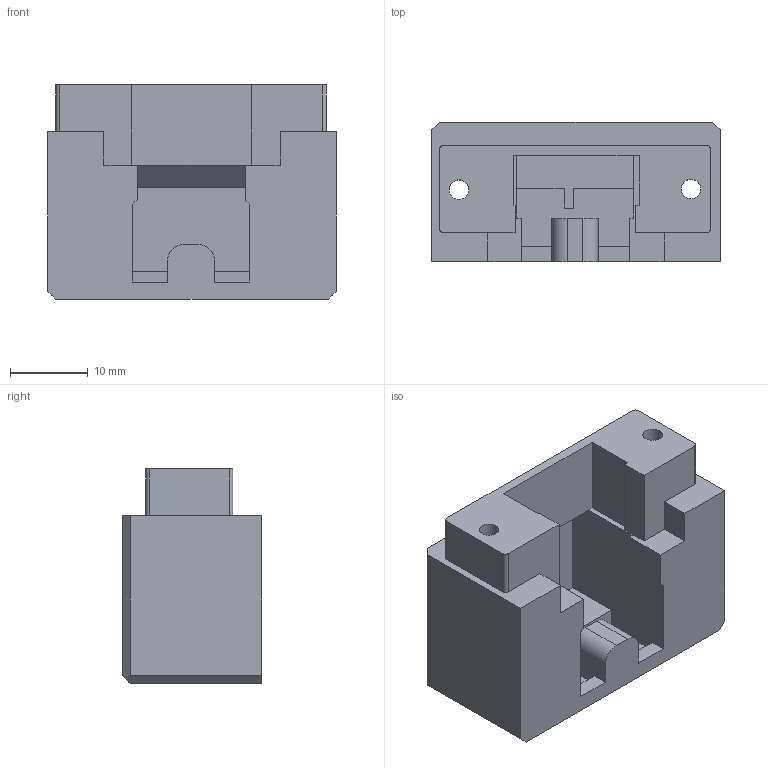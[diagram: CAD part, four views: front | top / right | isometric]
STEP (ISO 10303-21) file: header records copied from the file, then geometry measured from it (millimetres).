
FILE_DESCRIPTION(/* description */ (''),/* implementation_level */ '2;1');
FILE_NAME(/* name */ 'e6210177-27c8-4a7a-b1d0-3d418e3155f8.stp',/* time_stamp */ '2017-12-23T11:17:36+00:00',/* author */ (''),/* organization */ (''),/* preprocessor_version */ 'ST-DEVELOPER v16.13',/* originating_system */ 'Autodesk Translation Framework v6.5.0.72',/* authorisation */ '');
FILE_SCHEMA (('AUTOMOTIVE_DESIGN { 1 0 10303 214 3 1 1 }'));
Length unit declared in the file: millimetre
Products named in the file (1): USB front mount
Bounding box: 37 x 17.9 x 27.5 mm (x, y, z)
Volume: 10849.2 mm3; surface area: 5544.9 mm2
Topology: 1 solids, 1 shells, 61 faces, 175 edges, 116 vertices
Faces by surface type: plane 53, cylinder 8
Full cylindrical faces by diameter (mm): 2.5 x2
Entity records: 2010 total; most frequent: CARTESIAN_POINT 353, ORIENTED_EDGE 350, DIRECTION 315, EDGE_CURVE 175, LINE 159, VECTOR 159, VERTEX_POINT 116, AXIS2_PLACEMENT_3D 78
